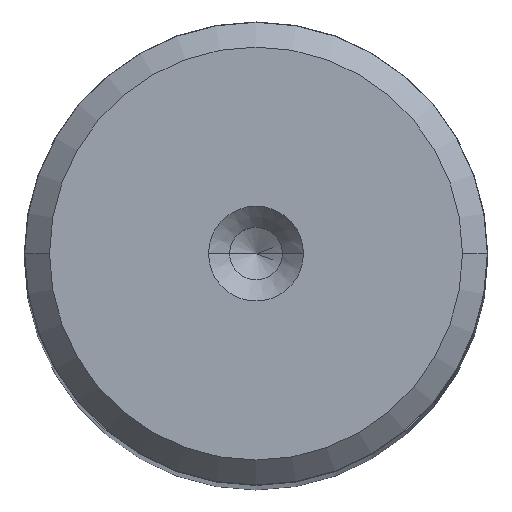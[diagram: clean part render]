
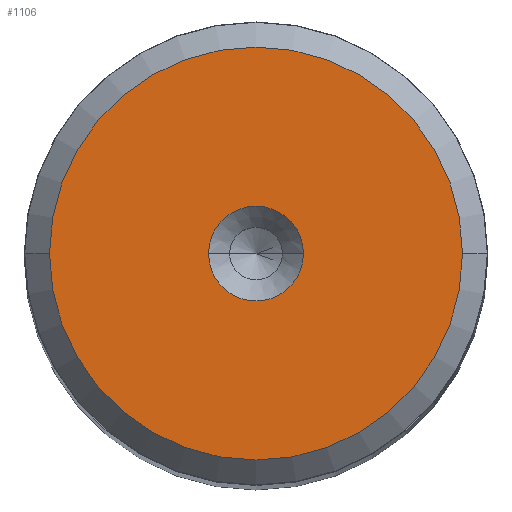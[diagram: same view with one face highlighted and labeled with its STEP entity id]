
A CAD part, top view. The second image highlights one B-rep face of the part: STEP entity #1106.
In plain terms, the highlighted planar face has unit normal (0, 0, 1).
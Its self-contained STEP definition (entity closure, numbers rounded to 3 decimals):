
#94 = CARTESIAN_POINT ( 'NONE',  ( -9.809, 0., 130. ) ) ;
#173 = VERTEX_POINT ( 'NONE', #2219 ) ;
#241 = AXIS2_PLACEMENT_3D ( 'NONE', #2355, #854, #1273 ) ;
#245 = ORIENTED_EDGE ( 'NONE', *, *, #829, .F. ) ;
#645 = EDGE_CURVE ( 'NONE', #1902, #1190, #2137, .T. ) ;
#649 = AXIS2_PLACEMENT_3D ( 'NONE', #2027, #958, #2467 ) ;
#748 = DIRECTION ( 'NONE',  ( 0., 0., 1. ) ) ;
#829 = EDGE_CURVE ( 'NONE', #2398, #173, #1266, .T. ) ;
#854 = DIRECTION ( 'NONE',  ( 0., 0., 1. ) ) ;
#864 = FACE_OUTER_BOUND ( 'NONE', #1553, .T. ) ;
#932 = AXIS2_PLACEMENT_3D ( 'NONE', #1223, #2762, #2509 ) ;
#958 = DIRECTION ( 'NONE',  ( 0., 0., 1. ) ) ;
#971 = EDGE_CURVE ( 'NONE', #173, #2398, #1765, .T. ) ;
#1106 = ADVANCED_FACE ( 'NONE', ( #1430, #864 ), #2565, .T. ) ;
#1190 = VERTEX_POINT ( 'NONE', #2390 ) ;
#1223 = CARTESIAN_POINT ( 'NONE',  ( 0., 0., 130. ) ) ;
#1266 = CIRCLE ( 'NONE', #932, 2.25 ) ;
#1273 = DIRECTION ( 'NONE',  ( 1., 0., 0. ) ) ;
#1362 = CARTESIAN_POINT ( 'NONE',  ( 0., 0., 130. ) ) ;
#1400 = EDGE_CURVE ( 'NONE', #1190, #1902, #2801, .T. ) ;
#1430 = FACE_BOUND ( 'NONE', #1899, .T. ) ;
#1458 = ORIENTED_EDGE ( 'NONE', *, *, #971, .F. ) ;
#1466 = CARTESIAN_POINT ( 'NONE',  ( 0., 0., 130. ) ) ;
#1549 = ORIENTED_EDGE ( 'NONE', *, *, #1400, .T. ) ;
#1553 = EDGE_LOOP ( 'NONE', ( #1663, #1549 ) ) ;
#1595 = AXIS2_PLACEMENT_3D ( 'NONE', #1362, #748, #2247 ) ;
#1663 = ORIENTED_EDGE ( 'NONE', *, *, #645, .T. ) ;
#1765 = CIRCLE ( 'NONE', #241, 2.25 ) ;
#1899 = EDGE_LOOP ( 'NONE', ( #1458, #245 ) ) ;
#1902 = VERTEX_POINT ( 'NONE', #94 ) ;
#2027 = CARTESIAN_POINT ( 'NONE',  ( 0., 0., 130. ) ) ;
#2121 = DIRECTION ( 'NONE',  ( 0., 0., 1. ) ) ;
#2137 = CIRCLE ( 'NONE', #649, 9.809 ) ;
#2180 = CARTESIAN_POINT ( 'NONE',  ( -2.25, 0., 130. ) ) ;
#2219 = CARTESIAN_POINT ( 'NONE',  ( 2.25, 0., 130. ) ) ;
#2247 = DIRECTION ( 'NONE',  ( 1., 0., 0. ) ) ;
#2355 = CARTESIAN_POINT ( 'NONE',  ( 0., 0., 130. ) ) ;
#2390 = CARTESIAN_POINT ( 'NONE',  ( 9.809, 0., 130. ) ) ;
#2398 = VERTEX_POINT ( 'NONE', #2180 ) ;
#2467 = DIRECTION ( 'NONE',  ( 1., 0., 0. ) ) ;
#2509 = DIRECTION ( 'NONE',  ( 1., 0., 0. ) ) ;
#2565 = PLANE ( 'NONE',  #2777 ) ;
#2762 = DIRECTION ( 'NONE',  ( 0., 0., 1. ) ) ;
#2777 = AXIS2_PLACEMENT_3D ( 'NONE', #1466, #2121, #2787 ) ;
#2787 = DIRECTION ( 'NONE',  ( 1., 0., 0. ) ) ;
#2801 = CIRCLE ( 'NONE', #1595, 9.809 ) ;
